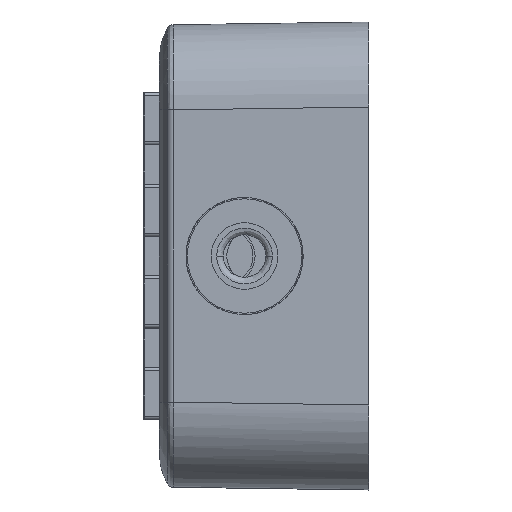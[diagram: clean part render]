
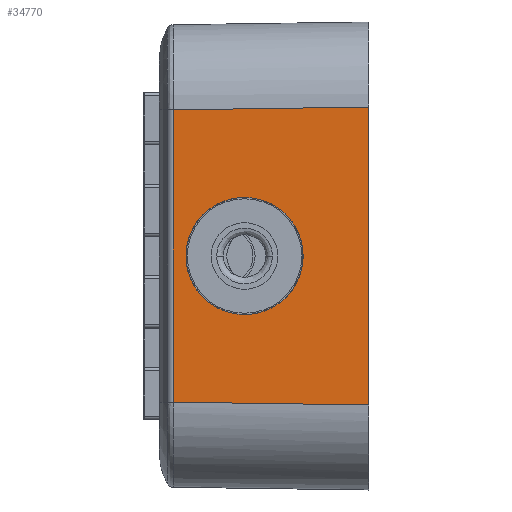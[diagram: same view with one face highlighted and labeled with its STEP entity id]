
A CAD part, left-side view. The second image highlights one B-rep face of the part: STEP entity #34770.
In plain terms, the highlighted planar face has unit normal (-1, 0.014, 0).
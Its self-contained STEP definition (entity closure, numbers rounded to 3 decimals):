
#1228 = EDGE_CURVE ( 'NONE', #80467, #104970, #127712, .T. ) ;
#3005 = CARTESIAN_POINT ( 'NONE',  ( -96.5, 0., -39.467 ) ) ;
#7039 =( BOUNDED_CURVE ( )  B_SPLINE_CURVE ( 3, ( #75008, #181519, #217446, #110707 ),
 .UNSPECIFIED., .F., .F. ) 
 B_SPLINE_CURVE_WITH_KNOTS ( ( 4, 4 ),
 ( 1.571, 4.712 ),
 .UNSPECIFIED. ) 
 CURVE ( )  GEOMETRIC_REPRESENTATION_ITEM ( )  RATIONAL_B_SPLINE_CURVE ( ( 1., 0.333, 0.333, 1. ) ) 
 REPRESENTATION_ITEM ( '' )  );
#10592 = EDGE_LOOP ( 'NONE', ( #138867, #23155, #17787, #109624 ) ) ;
#16443 = CARTESIAN_POINT ( 'NONE',  ( -96.082, 29.927, -22.333 ) ) ;
#16675 = FACE_OUTER_BOUND ( 'NONE', #10592, .T. ) ;
#17787 = ORIENTED_EDGE ( 'NONE', *, *, #78349, .F. ) ;
#18224 = PLANE ( 'NONE',  #82614 ) ;
#22294 = FACE_BOUND ( 'NONE', #72153, .T. ) ;
#23155 = ORIENTED_EDGE ( 'NONE', *, *, #27263, .F. ) ;
#27263 = EDGE_CURVE ( 'NONE', #142697, #104970, #63273, .T. ) ;
#27925 = VECTOR ( 'NONE', #84663, 1000. ) ;
#33029 = VERTEX_POINT ( 'NONE', #48791 ) ;
#34770 = ADVANCED_FACE ( 'NONE', ( #22294, #16675 ), #18224, .T. ) ;
#36941 = DIRECTION ( 'NONE',  ( -1., 0.014, 0. ) ) ;
#39618 = EDGE_CURVE ( 'NONE', #87721, #33029, #217862, .T. ) ;
#41465 = CARTESIAN_POINT ( 'NONE',  ( -96.235, 19., 8.95 ) ) ;
#46289 = CARTESIAN_POINT ( 'NONE',  ( -96.082, 29.927, 22.331 ) ) ;
#47045 = CARTESIAN_POINT ( 'NONE',  ( -96.221, 19.951, 22.471 ) ) ;
#48791 = CARTESIAN_POINT ( 'NONE',  ( -96.235, 19., 8.95 ) ) ;
#55150 = CARTESIAN_POINT ( 'NONE',  ( -96.082, 29.927, 22.331 ) ) ;
#58621 = LINE ( 'NONE', #191265, #27925 ) ;
#58635 = CARTESIAN_POINT ( 'NONE',  ( -95.985, 36.9, -8.95 ) ) ;
#63273 = B_SPLINE_CURVE_WITH_KNOTS ( 'NONE', 3,
 ( #46289, #47045, #171632, #65009 ),
 .UNSPECIFIED., .F., .F.,
 ( 4, 4 ),
 ( 0., 1. ),
 .UNSPECIFIED. ) ;
#65009 = CARTESIAN_POINT ( 'NONE',  ( -96.5, 0., 22.751 ) ) ;
#72153 = EDGE_LOOP ( 'NONE', ( #167290, #128425 ) ) ;
#75008 = CARTESIAN_POINT ( 'NONE',  ( -96.235, 19., 8.95 ) ) ;
#78349 = EDGE_CURVE ( 'NONE', #227330, #142697, #58621, .T. ) ;
#80467 = VERTEX_POINT ( 'NONE', #188281 ) ;
#82614 = AXIS2_PLACEMENT_3D ( 'NONE', #143602, #36941, #161504 ) ;
#84663 = DIRECTION ( 'NONE',  ( 0., 0., 1. ) ) ;
#87721 = VERTEX_POINT ( 'NONE', #89160 ) ;
#88008 = CARTESIAN_POINT ( 'NONE',  ( -96.5, 0., 22.751 ) ) ;
#89160 = CARTESIAN_POINT ( 'NONE',  ( -96.235, 19., -8.95 ) ) ;
#91412 = CARTESIAN_POINT ( 'NONE',  ( -96.082, 29.927, -22.333 ) ) ;
#104970 = VERTEX_POINT ( 'NONE', #88008 ) ;
#109624 = ORIENTED_EDGE ( 'NONE', *, *, #192176, .T. ) ;
#110707 = CARTESIAN_POINT ( 'NONE',  ( -96.235, 19., -8.95 ) ) ;
#127712 = LINE ( 'NONE', #3005, #216836 ) ;
#128425 = ORIENTED_EDGE ( 'NONE', *, *, #175682, .T. ) ;
#138867 = ORIENTED_EDGE ( 'NONE', *, *, #1228, .T. ) ;
#139225 = VECTOR ( 'NONE', #180047, 1000. ) ;
#142697 = VERTEX_POINT ( 'NONE', #55150 ) ;
#143602 = CARTESIAN_POINT ( 'NONE',  ( -96.5, 0., -39.467 ) ) ;
#144790 = LINE ( 'NONE', #91412, #139225 ) ;
#146567 = CARTESIAN_POINT ( 'NONE',  ( -96.235, 19., -8.95 ) ) ;
#148093 = CARTESIAN_POINT ( 'NONE',  ( -95.985, 36.9, 8.95 ) ) ;
#161504 = DIRECTION ( 'NONE',  ( -0.014, -1., 0. ) ) ;
#167290 = ORIENTED_EDGE ( 'NONE', *, *, #39618, .T. ) ;
#171632 = CARTESIAN_POINT ( 'NONE',  ( -96.361, 9.976, 22.611 ) ) ;
#175682 = EDGE_CURVE ( 'NONE', #33029, #87721, #7039, .T. ) ;
#180047 = DIRECTION ( 'NONE',  ( -0.014, -1., -0.014 ) ) ;
#181519 = CARTESIAN_POINT ( 'NONE',  ( -96.485, 1.1, 8.95 ) ) ;
#188281 = CARTESIAN_POINT ( 'NONE',  ( -96.5, 0., -22.751 ) ) ;
#191265 = CARTESIAN_POINT ( 'NONE',  ( -96.082, 29.927, -58. ) ) ;
#192176 = EDGE_CURVE ( 'NONE', #227330, #80467, #144790, .T. ) ;
#215490 = DIRECTION ( 'NONE',  ( 0., 0., 1. ) ) ;
#216836 = VECTOR ( 'NONE', #215490, 1000. ) ;
#217446 = CARTESIAN_POINT ( 'NONE',  ( -96.485, 1.1, -8.95 ) ) ;
#217862 =( BOUNDED_CURVE ( )  B_SPLINE_CURVE ( 3, ( #146567, #58635, #148093, #41465 ),
 .UNSPECIFIED., .F., .F. ) 
 B_SPLINE_CURVE_WITH_KNOTS ( ( 4, 4 ),
 ( 4.712, 7.854 ),
 .UNSPECIFIED. ) 
 CURVE ( )  GEOMETRIC_REPRESENTATION_ITEM ( )  RATIONAL_B_SPLINE_CURVE ( ( 1., 0.333, 0.333, 1. ) ) 
 REPRESENTATION_ITEM ( '' )  );
#227330 = VERTEX_POINT ( 'NONE', #16443 ) ;
